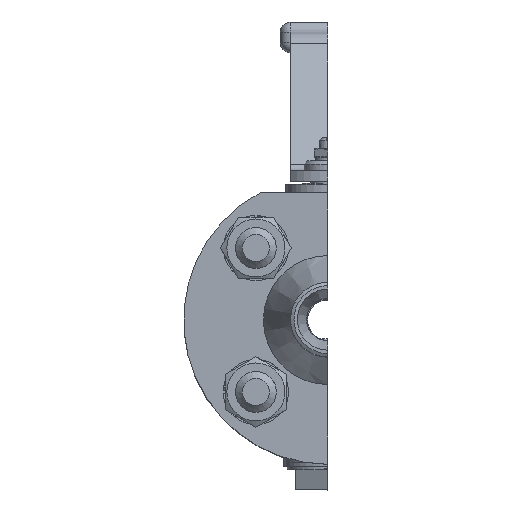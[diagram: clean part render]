
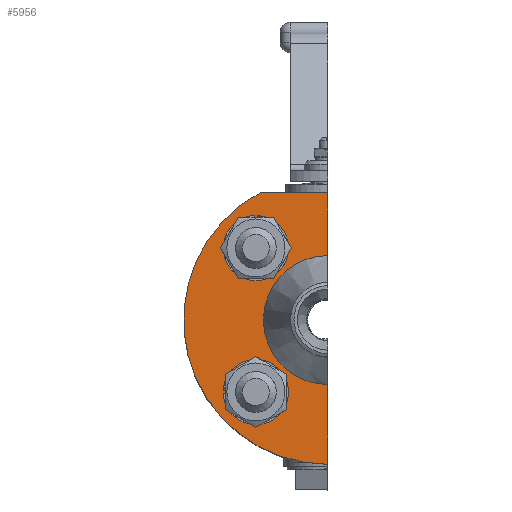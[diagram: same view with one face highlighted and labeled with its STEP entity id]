
A CAD part, top view. The second image highlights one B-rep face of the part: STEP entity #5956.
In plain terms, the highlighted face is planar.
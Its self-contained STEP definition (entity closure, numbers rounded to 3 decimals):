
#5956=ADVANCED_FACE('',(#9359,#9361,#9363),#9365,.T.);
#9359=FACE_BOUND('',#9360,.T.);
#9360=EDGE_LOOP('',(#28376,#28377,#28378,#28379,#28380));
#9361=FACE_BOUND('',#9362,.T.);
#9362=EDGE_LOOP('',(#28381));
#9363=FACE_BOUND('',#9364,.T.);
#9364=EDGE_LOOP('',(#28382));
#9365=PLANE('',#9366);
#9366=AXIS2_PLACEMENT_3D('',#9367,#9368,#9369);
#9367=CARTESIAN_POINT('',(26.5,0.,0.));
#9368=DIRECTION('',(-1.,-0.,-0.));
#9369=DIRECTION('',(0.,1.,0.));
#28376=ORIENTED_EDGE('',*,*,#29603,.T.);
#28377=ORIENTED_EDGE('',*,*,#29599,.T.);
#28378=ORIENTED_EDGE('',*,*,#29596,.F.);
#28379=ORIENTED_EDGE('',*,*,#29604,.T.);
#28380=ORIENTED_EDGE('',*,*,#29605,.T.);
#28381=ORIENTED_EDGE('',*,*,#29606,.T.);
#28382=ORIENTED_EDGE('',*,*,#29607,.T.);
#29596=EDGE_CURVE('',#31190,#31192,#31193,.T.);
#29599=EDGE_CURVE('',#31195,#31192,#31197,.F.);
#29603=EDGE_CURVE('',#31203,#31195,#31204,.F.);
#29604=EDGE_CURVE('',#31190,#31205,#31206,.F.);
#29605=EDGE_CURVE('',#31205,#31203,#31207,.T.);
#29606=EDGE_CURVE('',#31208,#31208,#31209,.T.);
#29607=EDGE_CURVE('',#31210,#31210,#31211,.T.);
#31190=VERTEX_POINT('',#35534);
#31192=VERTEX_POINT('',#35538);
#31193=CIRCLE('',#35539,42.5);
#31195=VERTEX_POINT('',#35546);
#31197=LINE('',#35550,#35551);
#31203=VERTEX_POINT('',#35565);
#31204=LINE('',#35566,#35567);
#31205=VERTEX_POINT('',#35569);
#31206=LINE('',#35570,#35571);
#31207=CIRCLE('',#35573,19.);
#31208=VERTEX_POINT('',#35577);
#31209=CIRCLE('',#35578,7.);
#31210=VERTEX_POINT('',#35582);
#31211=CIRCLE('',#35583,7.);
#35534=CARTESIAN_POINT('',(26.5,-42.5,0.));
#35538=CARTESIAN_POINT('',(26.5,37.5,-20.));
#35539=AXIS2_PLACEMENT_3D('',#35540,#35541,#35542);
#35540=CARTESIAN_POINT('',(26.5,0.,0.));
#35541=DIRECTION('',(1.,-0.,0.));
#35542=DIRECTION('',(0.,-1.,0.));
#35546=CARTESIAN_POINT('',(26.5,37.5,0.));
#35550=CARTESIAN_POINT('',(26.5,37.5,-20.));
#35551=VECTOR('',#35552,1.);
#35552=DIRECTION('',(0.,0.,1.));
#35565=CARTESIAN_POINT('',(26.5,19.,0.));
#35566=CARTESIAN_POINT('',(26.5,37.5,0.));
#35567=VECTOR('',#35568,1.);
#35568=DIRECTION('',(0.,-1.,0.));
#35569=CARTESIAN_POINT('',(26.5,-19.,0.));
#35570=CARTESIAN_POINT('',(26.5,-19.,0.));
#35571=VECTOR('',#35572,1.);
#35572=DIRECTION('',(0.,-1.,0.));
#35573=AXIS2_PLACEMENT_3D('',#35574,#35575,#35576);
#35574=CARTESIAN_POINT('',(26.5,0.,0.));
#35575=DIRECTION('',(1.,-0.,0.));
#35576=DIRECTION('',(0.,-1.,0.));
#35577=CARTESIAN_POINT('',(26.5,-21.213,-28.213));
#35578=AXIS2_PLACEMENT_3D('',#35579,#35580,#35581);
#35579=CARTESIAN_POINT('',(26.5,-21.213,-21.213));
#35580=DIRECTION('',(1.,0.,0.));
#35581=DIRECTION('',(0.,0.,-1.));
#35582=CARTESIAN_POINT('',(26.5,21.213,-28.213));
#35583=AXIS2_PLACEMENT_3D('',#35584,#35585,#35586);
#35584=CARTESIAN_POINT('',(26.5,21.213,-21.213));
#35585=DIRECTION('',(1.,0.,0.));
#35586=DIRECTION('',(0.,0.,-1.));
